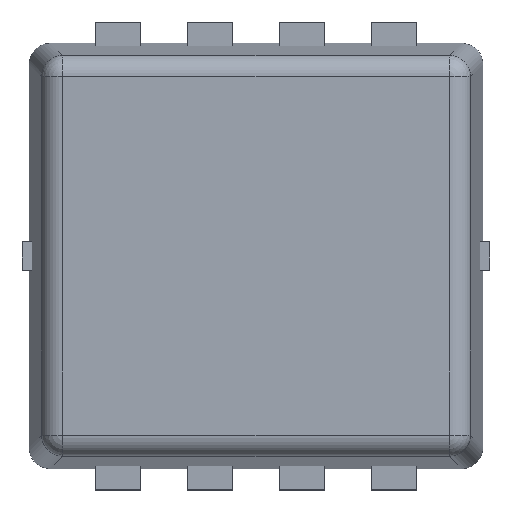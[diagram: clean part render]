
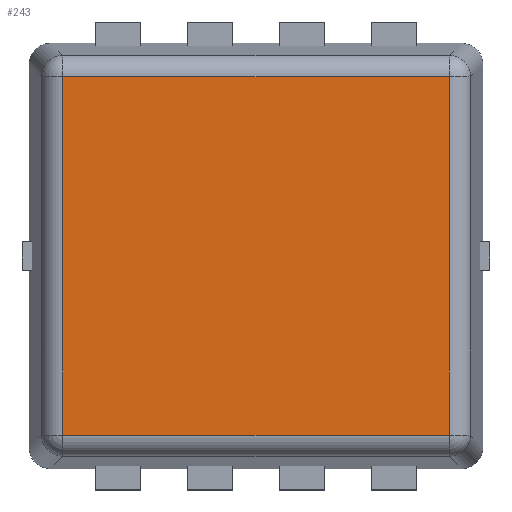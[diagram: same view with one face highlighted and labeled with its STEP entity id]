
A CAD part, top view. The second image highlights one B-rep face of the part: STEP entity #243.
In plain terms, the highlighted planar face has unit normal (0, 0, 1).
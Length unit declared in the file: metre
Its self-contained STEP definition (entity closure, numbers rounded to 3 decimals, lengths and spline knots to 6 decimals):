
#243 = ADVANCED_FACE( '', ( #479 ), #480, .T. );
#479 = FACE_OUTER_BOUND( '', #715, .T. );
#480 = PLANE( '', #716 );
#715 = EDGE_LOOP( '', ( #1275, #1276, #1277, #1278 ) );
#716 = AXIS2_PLACEMENT_3D( '', #1279, #1280, #1281 );
#1275 = ORIENTED_EDGE( '', *, *, #1532, .T. );
#1276 = ORIENTED_EDGE( '', *, *, #1354, .T. );
#1277 = ORIENTED_EDGE( '', *, *, #1492, .T. );
#1278 = ORIENTED_EDGE( '', *, *, #1509, .T. );
#1279 = CARTESIAN_POINT( '', ( 0., 0., 0.0008 ) );
#1280 = DIRECTION( '', ( 0., 0., 1. ) );
#1281 = DIRECTION( '', ( 1., 0., 0. ) );
#1354 = EDGE_CURVE( '', #1608, #1606, #1609, .F. );
#1492 = EDGE_CURVE( '', #1606, #1557, #1811, .F. );
#1509 = EDGE_CURVE( '', #1557, #1797, #1831, .F. );
#1532 = EDGE_CURVE( '', #1797, #1608, #1856, .F. );
#1557 = VERTEX_POINT( '', #1889 );
#1606 = VERTEX_POINT( '', #1955 );
#1608 = VERTEX_POINT( '', #1957 );
#1609 = LINE( '', #1958, #1959 );
#1797 = VERTEX_POINT( '', #2231 );
#1811 = LINE( '', #2250, #2251 );
#1831 = LINE( '', #2281, #2282 );
#1856 = LINE( '', #2319, #2320 );
#1889 = CARTESIAN_POINT( '', ( 0.001364, 0.001264, 0.0008 ) );
#1955 = CARTESIAN_POINT( '', ( 0.001364, -0.001264, 0.0008 ) );
#1957 = CARTESIAN_POINT( '', ( -0.001364, -0.001264, 0.0008 ) );
#1958 = CARTESIAN_POINT( '', ( 0.001495, -0.001264, 0.0008 ) );
#1959 = VECTOR( '', #2369, 1. );
#2231 = CARTESIAN_POINT( '', ( -0.001364, 0.001264, 0.0008 ) );
#2250 = CARTESIAN_POINT( '', ( 0.001364, 0., 0.0008 ) );
#2251 = VECTOR( '', #2489, 1. );
#2281 = CARTESIAN_POINT( '', ( 0., 0.001264, 0.0008 ) );
#2282 = VECTOR( '', #2500, 1. );
#2319 = CARTESIAN_POINT( '', ( -0.001364, -0.001395, 0.0008 ) );
#2320 = VECTOR( '', #2513, 1. );
#2369 = DIRECTION( '', ( -1., 0., 0. ) );
#2489 = DIRECTION( '', ( 0., -1., 0. ) );
#2500 = DIRECTION( '', ( 1., 0., 0. ) );
#2513 = DIRECTION( '', ( 0., 1., 0. ) );
